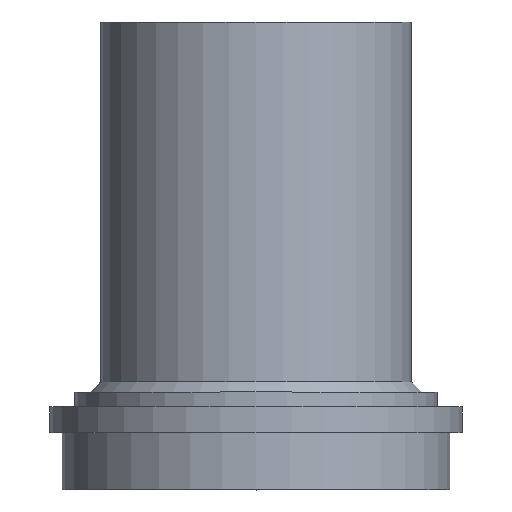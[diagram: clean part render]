
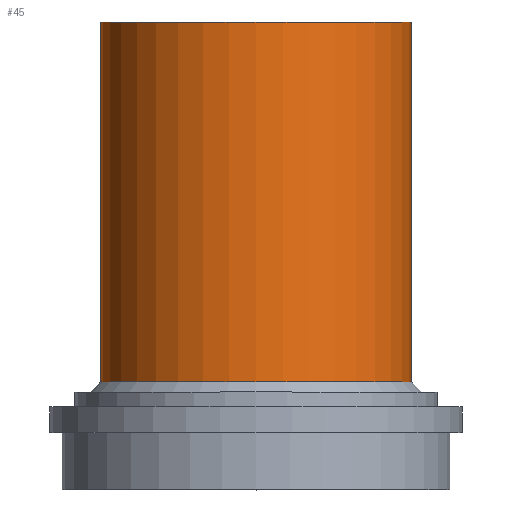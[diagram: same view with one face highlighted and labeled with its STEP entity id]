
A CAD part, top view. The second image highlights one B-rep face of the part: STEP entity #45.
In plain terms, the highlighted cylindrical face has radius 19.05 mm (diameter 38.1 mm), a full revolution.
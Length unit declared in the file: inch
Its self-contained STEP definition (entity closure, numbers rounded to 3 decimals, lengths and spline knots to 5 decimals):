
#45=ADVANCED_FACE('',(#68,#69),#62,.T.);
#62=CYLINDRICAL_SURFACE('',#224,0.75);
#68=FACE_BOUND('',#102,.T.);
#69=FACE_BOUND('',#103,.T.);
#102=EDGE_LOOP('',(#136));
#103=EDGE_LOOP('',(#137));
#136=ORIENTED_EDGE('',*,*,#187,.T.);
#137=ORIENTED_EDGE('',*,*,#188,.F.);
#170=VERTEX_POINT('',#328);
#171=VERTEX_POINT('',#330);
#187=EDGE_CURVE('',#170,#170,#204,.T.);
#188=EDGE_CURVE('',#171,#171,#205,.T.);
#204=CIRCLE('',#222,0.75);
#205=CIRCLE('',#223,0.75);
#222=AXIS2_PLACEMENT_3D('',#327,#258,#259);
#223=AXIS2_PLACEMENT_3D('',#329,#260,#261);
#224=AXIS2_PLACEMENT_3D('',#331,#262,#263);
#258=DIRECTION('',(0.,-1.,0.));
#259=DIRECTION('',(0.,0.,-1.));
#260=DIRECTION('',(0.,-1.,0.));
#261=DIRECTION('',(0.,0.,-1.));
#262=DIRECTION('',(0.,-1.,0.));
#263=DIRECTION('',(0.,0.,-1.));
#327=CARTESIAN_POINT('',(0.,2.25648,0.));
#328=CARTESIAN_POINT('',(0.,2.25648,-0.75));
#329=CARTESIAN_POINT('',(0.,0.52,0.));
#330=CARTESIAN_POINT('',(0.,0.52,-0.75));
#331=CARTESIAN_POINT('',(0.,0.,0.));
